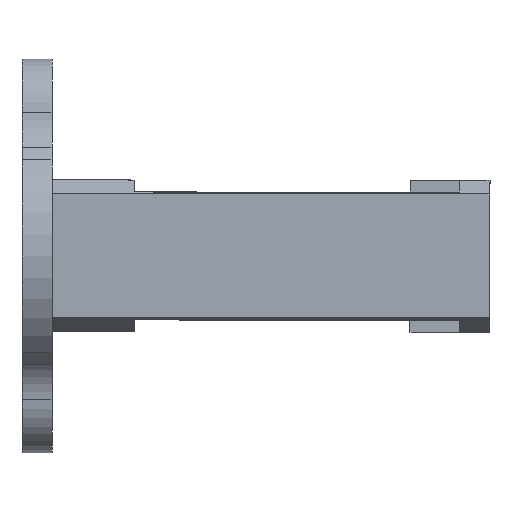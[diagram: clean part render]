
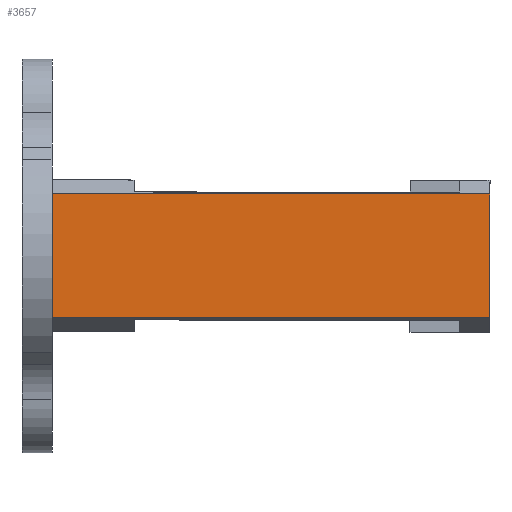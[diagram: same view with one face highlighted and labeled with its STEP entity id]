
A CAD part, left-side view. The second image highlights one B-rep face of the part: STEP entity #3657.
In plain terms, the highlighted planar face has unit normal (-1, 0, 0).
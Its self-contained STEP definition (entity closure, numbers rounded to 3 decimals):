
#55=PLANE('',#3888);
#209=FACE_OUTER_BOUND('',#399,.T.);
#399=EDGE_LOOP('',(#2828,#2829,#2830,#2831));
#979=LINE('',#14055,#1165);
#1000=LINE('',#14124,#1186);
#1001=LINE('',#14126,#1187);
#1002=LINE('',#14127,#1188);
#1165=VECTOR('',#4280,10.);
#1186=VECTOR('',#4361,10.);
#1187=VECTOR('',#4362,10.);
#1188=VECTOR('',#4363,10.);
#1495=VERTEX_POINT('',#14052);
#1496=VERTEX_POINT('',#14054);
#1514=VERTEX_POINT('',#14123);
#1515=VERTEX_POINT('',#14125);
#1980=EDGE_CURVE('',#1495,#1496,#979,.T.);
#2014=EDGE_CURVE('',#1495,#1514,#1000,.T.);
#2015=EDGE_CURVE('',#1515,#1514,#1001,.T.);
#2016=EDGE_CURVE('',#1515,#1496,#1002,.T.);
#2828=ORIENTED_EDGE('',*,*,#2014,.T.);
#2829=ORIENTED_EDGE('',*,*,#2015,.F.);
#2830=ORIENTED_EDGE('',*,*,#2016,.T.);
#2831=ORIENTED_EDGE('',*,*,#1980,.F.);
#3657=ADVANCED_FACE('',(#209),#55,.F.);
#3888=AXIS2_PLACEMENT_3D('',#14122,#4359,#4360);
#4280=DIRECTION('',(0.,0.,1.));
#4359=DIRECTION('center_axis',(1.,0.,0.));
#4360=DIRECTION('ref_axis',(0.,0.,
1.));
#4361=DIRECTION('',(0.,-1.,0.));
#4362=DIRECTION('',(0.,0.,-1.));
#4363=DIRECTION('',(0.,1.,0.));
#14052=CARTESIAN_POINT('',(-3.5,27.3,-3.1));
#14054=CARTESIAN_POINT('',(-3.5,27.3,3.1));
#14055=CARTESIAN_POINT('',(-3.5,27.3,-1.55));
#14122=CARTESIAN_POINT('Origin',(-3.5,22.3,-3.1));
#14123=CARTESIAN_POINT('',(-3.5,5.4,-3.1));
#14124=CARTESIAN_POINT('',(-3.5,9.4,-3.1));
#14125=CARTESIAN_POINT('',(-3.5,5.4,3.1));
#14126=CARTESIAN_POINT('',(-3.5,5.4,-1.55));
#14127=CARTESIAN_POINT('',(-3.5,26.2,3.1));
